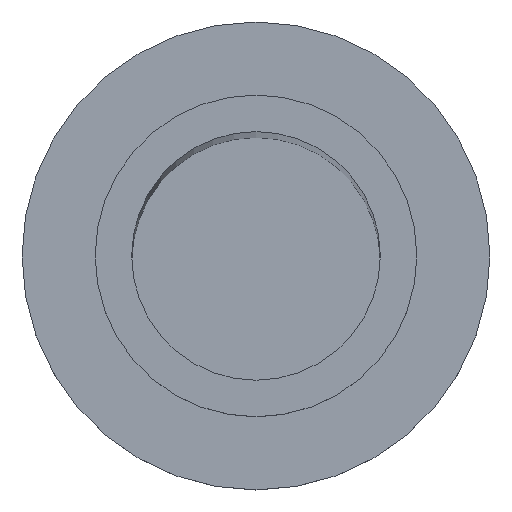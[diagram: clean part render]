
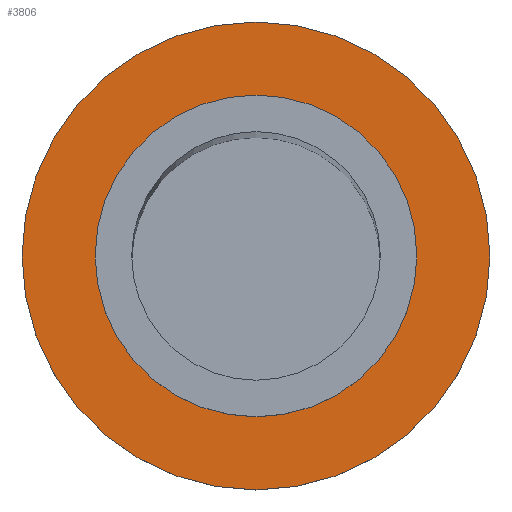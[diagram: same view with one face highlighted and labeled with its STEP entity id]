
A CAD part, top view. The second image highlights one B-rep face of the part: STEP entity #3806.
In plain terms, the highlighted planar face has unit normal (0, 0, 1).
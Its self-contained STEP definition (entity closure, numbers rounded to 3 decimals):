
#45 = EDGE_LOOP ( 'NONE', ( #5311, #1032 ) ) ;
#107 = AXIS2_PLACEMENT_3D ( 'NONE', #1411, #1486, #4396 ) ;
#427 = DIRECTION ( 'NONE',  ( 1., 0., 0. ) ) ;
#581 = DIRECTION ( 'NONE',  ( 0., 0., 1. ) ) ;
#669 = CARTESIAN_POINT ( 'NONE',  ( 0., 0., -0.2 ) ) ;
#1032 = ORIENTED_EDGE ( 'NONE', *, *, #3784, .T. ) ;
#1310 = VERTEX_POINT ( 'NONE', #7596 ) ;
#1368 = FACE_OUTER_BOUND ( 'NONE', #45, .T. ) ;
#1411 = CARTESIAN_POINT ( 'NONE',  ( 0., 0., -0.2 ) ) ;
#1421 = EDGE_CURVE ( 'NONE', #1310, #2744, #7390, .T. ) ;
#1486 = DIRECTION ( 'NONE',  ( 0., 0., 1. ) ) ;
#1580 = DIRECTION ( 'NONE',  ( -1., 0., 0. ) ) ;
#1610 = DIRECTION ( 'NONE',  ( 0., 0., -1. ) ) ;
#2266 = CARTESIAN_POINT ( 'NONE',  ( 0., 1.6, -0.2 ) ) ;
#2297 = CARTESIAN_POINT ( 'NONE',  ( 0., 0., -0.2 ) ) ;
#2605 = CARTESIAN_POINT ( 'NONE',  ( -1.1, 0., -0.2 ) ) ;
#2744 = VERTEX_POINT ( 'NONE', #2605 ) ;
#2827 = CIRCLE ( 'NONE', #8441, 1.1 ) ;
#2952 = DIRECTION ( 'NONE',  ( -1., 0., 0. ) ) ;
#2970 = EDGE_CURVE ( 'NONE', #5914, #7442, #7416, .T. ) ;
#3651 = AXIS2_PLACEMENT_3D ( 'NONE', #4566, #3921, #5122 ) ;
#3784 = EDGE_CURVE ( 'NONE', #7442, #5914, #8318, .T. ) ;
#3806 = ADVANCED_FACE ( 'NONE', ( #6491, #1368 ), #7473, .F. ) ;
#3833 = AXIS2_PLACEMENT_3D ( 'NONE', #2266, #1610, #1580 ) ;
#3921 = DIRECTION ( 'NONE',  ( 0., 0., 1. ) ) ;
#4396 = DIRECTION ( 'NONE',  ( 1., 0., 0. ) ) ;
#4566 = CARTESIAN_POINT ( 'NONE',  ( 0., 0., -0.2 ) ) ;
#5122 = DIRECTION ( 'NONE',  ( -1., 0., 0. ) ) ;
#5148 = EDGE_LOOP ( 'NONE', ( #8048, #5483 ) ) ;
#5311 = ORIENTED_EDGE ( 'NONE', *, *, #2970, .T. ) ;
#5483 = ORIENTED_EDGE ( 'NONE', *, *, #7001, .F. ) ;
#5587 = CARTESIAN_POINT ( 'NONE',  ( 1.6, 0., -0.2 ) ) ;
#5914 = VERTEX_POINT ( 'NONE', #5587 ) ;
#6491 = FACE_BOUND ( 'NONE', #5148, .T. ) ;
#6817 = DIRECTION ( 'NONE',  ( 0., 0., 1. ) ) ;
#7001 = EDGE_CURVE ( 'NONE', #2744, #1310, #2827, .T. ) ;
#7390 = CIRCLE ( 'NONE', #3651, 1.1 ) ;
#7416 = CIRCLE ( 'NONE', #107, 1.6 ) ;
#7442 = VERTEX_POINT ( 'NONE', #8016 ) ;
#7465 = AXIS2_PLACEMENT_3D ( 'NONE', #669, #581, #427 ) ;
#7473 = PLANE ( 'NONE',  #3833 ) ;
#7596 = CARTESIAN_POINT ( 'NONE',  ( 1.1, 0., -0.2 ) ) ;
#8016 = CARTESIAN_POINT ( 'NONE',  ( -1.6, 0., -0.2 ) ) ;
#8048 = ORIENTED_EDGE ( 'NONE', *, *, #1421, .F. ) ;
#8318 = CIRCLE ( 'NONE', #7465, 1.6 ) ;
#8441 = AXIS2_PLACEMENT_3D ( 'NONE', #2297, #6817, #2952 ) ;
